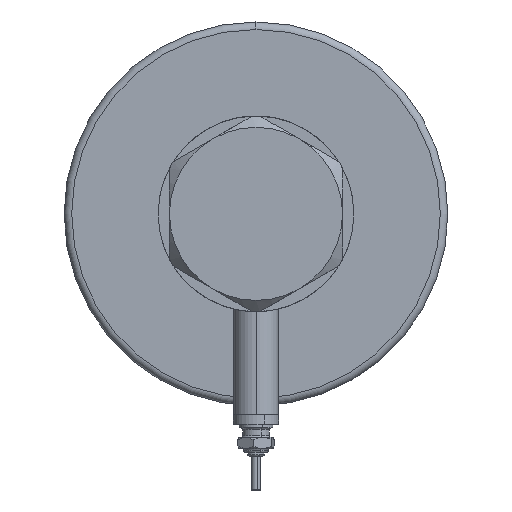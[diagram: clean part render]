
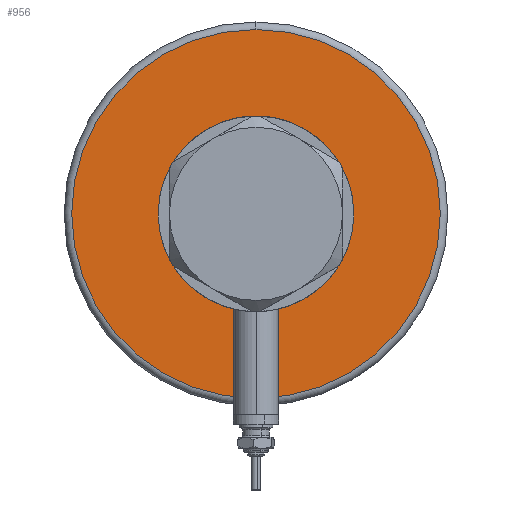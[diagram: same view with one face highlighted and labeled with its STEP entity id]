
A CAD part, left-side view. The second image highlights one B-rep face of the part: STEP entity #956.
In plain terms, the highlighted face is planar.
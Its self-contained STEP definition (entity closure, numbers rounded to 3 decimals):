
#74 = CARTESIAN_POINT ( 'NONE',  ( 0., 0., 0. ) ) ;
#264 = ORIENTED_EDGE ( 'NONE', *, *, #2449, .T. ) ;
#396 = AXIS2_PLACEMENT_3D ( 'NONE', #5790, #4744, #5863 ) ;
#774 = DIRECTION ( 'NONE',  ( 0., 0., 1. ) ) ;
#956 = ADVANCED_FACE ( 'NONE', ( #2653, #2148 ), #3601, .F. ) ;
#993 = VERTEX_POINT ( 'NONE', #3096 ) ;
#1012 = VERTEX_POINT ( 'NONE', #5263 ) ;
#1129 = CARTESIAN_POINT ( 'NONE',  ( 0., 0., 0. ) ) ;
#1203 = DIRECTION ( 'NONE',  ( 0., 0., -1. ) ) ;
#1285 = CARTESIAN_POINT ( 'NONE',  ( 0., 0., 0. ) ) ;
#1342 = EDGE_LOOP ( 'NONE', ( #264, #5912 ) ) ;
#1386 = CARTESIAN_POINT ( 'NONE',  ( -49., 0., 0. ) ) ;
#1490 = EDGE_LOOP ( 'NONE', ( #5568, #5993 ) ) ;
#1504 = CIRCLE ( 'NONE', #1919, 49. ) ;
#1576 = AXIS2_PLACEMENT_3D ( 'NONE', #74, #3632, #4167 ) ;
#1608 = DIRECTION ( 'NONE',  ( 1., 0., 0. ) ) ;
#1877 = CARTESIAN_POINT ( 'NONE',  ( 49., 0., 0. ) ) ;
#1919 = AXIS2_PLACEMENT_3D ( 'NONE', #1129, #1203, #2787 ) ;
#2124 = CIRCLE ( 'NONE', #5053, 20. ) ;
#2148 = FACE_BOUND ( 'NONE', #1342, .T. ) ;
#2222 = VERTEX_POINT ( 'NONE', #1877 ) ;
#2449 = EDGE_CURVE ( 'NONE', #1012, #993, #3740, .T. ) ;
#2653 = FACE_OUTER_BOUND ( 'NONE', #1490, .T. ) ;
#2673 = CIRCLE ( 'NONE', #6678, 49. ) ;
#2787 = DIRECTION ( 'NONE',  ( 1., 0., 0. ) ) ;
#2799 = EDGE_CURVE ( 'NONE', #993, #1012, #2124, .T. ) ;
#2838 = DIRECTION ( 'NONE',  ( 1., 0., 0. ) ) ;
#3030 = CARTESIAN_POINT ( 'NONE',  ( 0., 0., 0. ) ) ;
#3096 = CARTESIAN_POINT ( 'NONE',  ( -20., 0., 0. ) ) ;
#3601 = PLANE ( 'NONE',  #1576 ) ;
#3632 = DIRECTION ( 'NONE',  ( 0., 0., 1. ) ) ;
#3639 = VERTEX_POINT ( 'NONE', #1386 ) ;
#3740 = CIRCLE ( 'NONE', #396, 20. ) ;
#4167 = DIRECTION ( 'NONE',  ( 1., 0., 0. ) ) ;
#4721 = EDGE_CURVE ( 'NONE', #3639, #2222, #2673, .T. ) ;
#4744 = DIRECTION ( 'NONE',  ( 0., 0., 1. ) ) ;
#4821 = EDGE_CURVE ( 'NONE', #2222, #3639, #1504, .T. ) ;
#5053 = AXIS2_PLACEMENT_3D ( 'NONE', #1285, #774, #2838 ) ;
#5263 = CARTESIAN_POINT ( 'NONE',  ( 20., 0., 0. ) ) ;
#5568 = ORIENTED_EDGE ( 'NONE', *, *, #4821, .T. ) ;
#5700 = DIRECTION ( 'NONE',  ( 0., 0., -1. ) ) ;
#5790 = CARTESIAN_POINT ( 'NONE',  ( 0., 0., 0. ) ) ;
#5863 = DIRECTION ( 'NONE',  ( 1., 0., 0. ) ) ;
#5912 = ORIENTED_EDGE ( 'NONE', *, *, #2799, .T. ) ;
#5993 = ORIENTED_EDGE ( 'NONE', *, *, #4721, .T. ) ;
#6678 = AXIS2_PLACEMENT_3D ( 'NONE', #3030, #5700, #1608 ) ;
